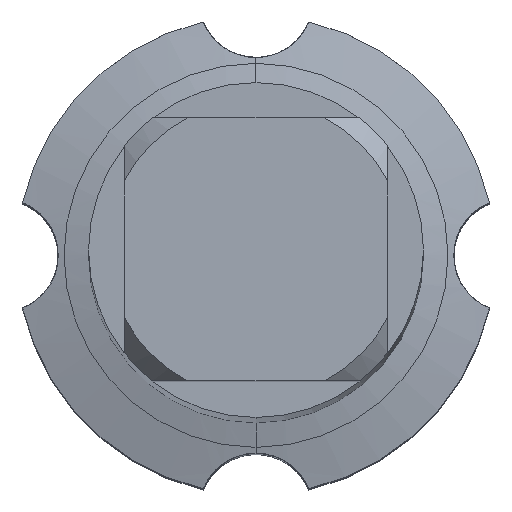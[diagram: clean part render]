
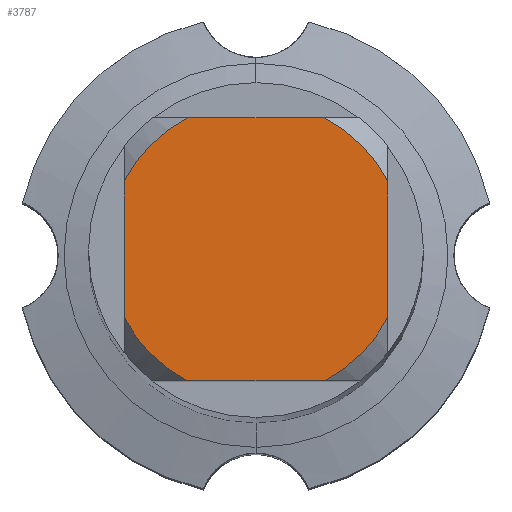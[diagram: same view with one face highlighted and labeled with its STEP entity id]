
A CAD part, top view. The second image highlights one B-rep face of the part: STEP entity #3787.
In plain terms, the highlighted planar face has unit normal (0, 0, 1).
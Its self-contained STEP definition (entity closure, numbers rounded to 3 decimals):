
#2707=VERTEX_POINT('',#6888);
#2843=VERTEX_POINT('',#7031);
#2961=VERTEX_POINT('',#7164);
#3305=VERTEX_POINT('',#7545);
#3353=VERTEX_POINT('',#7599);
#3395=VERTEX_POINT('',#7643);
#3787=ADVANCED_FACE('',(#8081),#8082,.T.);
#3805=VERTEX_POINT('',#8101);
#3945=EDGE_CURVE('',#2961,#3805,#8254,.T.);
#3985=VERTEX_POINT('',#8298);
#4849=EDGE_CURVE('',#3353,#2843,#9237,.T.);
#4895=EDGE_CURVE('',#2961,#3985,#9288,.T.);
#4965=EDGE_CURVE('',#2707,#3805,#9368,.T.);
#4967=EDGE_CURVE('',#3395,#3985,#9370,.T.);
#5599=EDGE_CURVE('',#3395,#3305,#10056,.T.);
#6037=EDGE_CURVE('',#3353,#3305,#10519,.T.);
#6073=EDGE_CURVE('',#2707,#2843,#10559,.T.);
#6888=CARTESIAN_POINT('',(2.75,-1.431,0.0));
#7031=CARTESIAN_POINT('',(1.431,-2.75,0.0));
#7164=CARTESIAN_POINT('',(1.431,2.75,0.0));
#7545=CARTESIAN_POINT('',(-2.75,-1.431,0.0));
#7599=CARTESIAN_POINT('',(-1.431,-2.75,0.0));
#7643=CARTESIAN_POINT('',(-2.75,1.431,0.0));
#8081=FACE_OUTER_BOUND('',#14346,.T.);
#8082=PLANE('',#14347);
#8101=CARTESIAN_POINT('',(2.75,1.431,0.0));
#8254=CIRCLE('',#14662,3.1);
#8298=CARTESIAN_POINT('',(-1.431,2.75,0.0));
#9237=LINE('',#16425,#16426);
#9288=LINE('',#16507,#16508);
#9368=LINE('',#16636,#16637);
#9370=CIRCLE('',#16640,3.1);
#10056=LINE('',#17901,#17902);
#10519=CIRCLE('',#18831,3.1);
#10559=CIRCLE('',#18902,3.1);
#14346=EDGE_LOOP('',(#21588,#21589,#21590,#21591,#21592,#21593,#21594,#21595));
#14347=AXIS2_PLACEMENT_3D('',#21596,#21597,#21598);
#14662=AXIS2_PLACEMENT_3D('',#21763,#21764,#21765);
#16425=CARTESIAN_POINT('',(0.0,-2.75,0.0));
#16426=VECTOR('',#22757,1.0);
#16507=CARTESIAN_POINT('',(0.0,2.75,0.0));
#16508=VECTOR('',#22812,1.0);
#16636=CARTESIAN_POINT('',(2.75,0.775,0.0));
#16637=VECTOR('',#22906,1.0);
#16640=AXIS2_PLACEMENT_3D('',#22907,#22908,#22909);
#17901=CARTESIAN_POINT('',(-2.75,0.775,0.0));
#17902=VECTOR('',#23537,1.0);
#18831=AXIS2_PLACEMENT_3D('',#23874,#23875,#23876);
#18902=AXIS2_PLACEMENT_3D('',#23922,#23923,#23924);
#21588=ORIENTED_EDGE('',*,*,#5599,.T.);
#21589=ORIENTED_EDGE('',*,*,#6037,.F.);
#21590=ORIENTED_EDGE('',*,*,#4849,.T.);
#21591=ORIENTED_EDGE('',*,*,#6073,.F.);
#21592=ORIENTED_EDGE('',*,*,#4965,.T.);
#21593=ORIENTED_EDGE('',*,*,#3945,.F.);
#21594=ORIENTED_EDGE('',*,*,#4895,.T.);
#21595=ORIENTED_EDGE('',*,*,#4967,.F.);
#21596=CARTESIAN_POINT('',(0.0,1.55,0.0));
#21597=DIRECTION('',(-0.0,0.0,1.0));
#21598=DIRECTION('',(0.0,-1.0,0.0));
#21763=CARTESIAN_POINT('',(0.0,0.0,0.0));
#21764=DIRECTION('',(0.0,0.0,-1.0));
#21765=DIRECTION('',(0.0,1.0,0.0));
#22757=DIRECTION('',(1.0,0.0,0.0));
#22812=DIRECTION('',(-1.0,0.0,0.0));
#22906=DIRECTION('',(-0.0,1.0,0.0));
#22907=CARTESIAN_POINT('',(0.0,0.0,0.0));
#22908=DIRECTION('',(0.0,0.0,-1.0));
#22909=DIRECTION('',(0.0,1.0,0.0));
#23537=DIRECTION('',(-0.0,-1.0,0.0));
#23874=CARTESIAN_POINT('',(0.0,0.0,0.0));
#23875=DIRECTION('',(0.0,0.0,-1.0));
#23876=DIRECTION('',(0.0,1.0,0.0));
#23922=CARTESIAN_POINT('',(0.0,0.0,0.0));
#23923=DIRECTION('',(0.0,0.0,-1.0));
#23924=DIRECTION('',(0.0,1.0,0.0));
